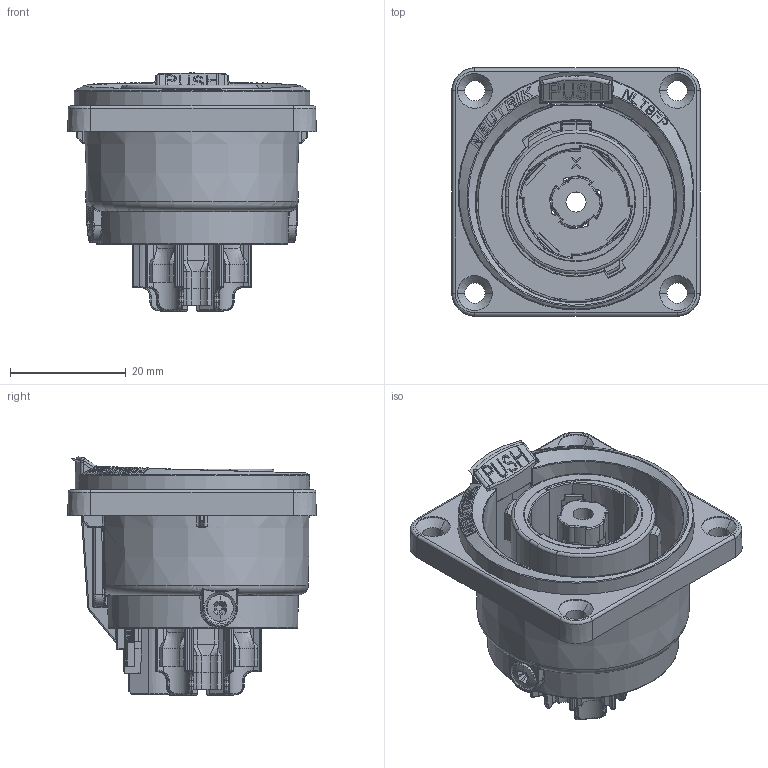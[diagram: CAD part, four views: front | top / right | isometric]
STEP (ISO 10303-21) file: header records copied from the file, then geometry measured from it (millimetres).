
FILE_DESCRIPTION((''),'2;1');
FILE_NAME('NLT8FPXX_ASM','2021-03-15T10:37:51',('man'),(''),'CREO PARAMETRIC BY PTC INC, 2019080','CREO PARAMETRIC BY PTC INC, 2019080','');
FILE_SCHEMA(('CONFIG_CONTROL_DESIGN'));
Products named in the file (16): 9831815121_AF0; 91215141_AF0; 91414091_AF0; 91414091_AF1; 91414091_AF2; 91414091_AF3; 91415181_AF0; 91415181_AF1; 91415181_AF2; 91415181_AF3; B1-NLT8FXX_AF0_ASM; 91122661; 91122671_AF1; M25X10; 91900175; NLT8FPXX_ASM
Assembly tree (16 placements, depth 3):
  NLT8FPXX_ASM
    9831815121_AF0
    B1-NLT8FXX_AF0_ASM
      91215141_AF0
      91414091_AF0
      91414091_AF1
      91414091_AF2
      91414091_AF3
      91415181_AF0
      91415181_AF1
      91415181_AF2
      91415181_AF3
    91122661
    91122671_AF1
    M25X10  x2
    91900175
Bounding box: 43 x 43 x 41.2 mm (x, y, z)
Volume: 16800.9 mm3; surface area: 26478.9 mm2
Topology: 19 solids, 20 shells, 2672 faces, 6817 edges, 4204 vertices
Faces by surface type: plane 1174, bspline 513, cylinder 468, extrusion 192, torus 135, cone 112, sphere 78
Entity records: 128639 total; most frequent: CARTESIAN_POINT 69395, ORIENTED_EDGE 13510, DIRECTION 10202, EDGE_CURVE 6757, VERTEX_POINT 4170, VECTOR 3564, LINE 3372, AXIS2_PLACEMENT_3D 3319
